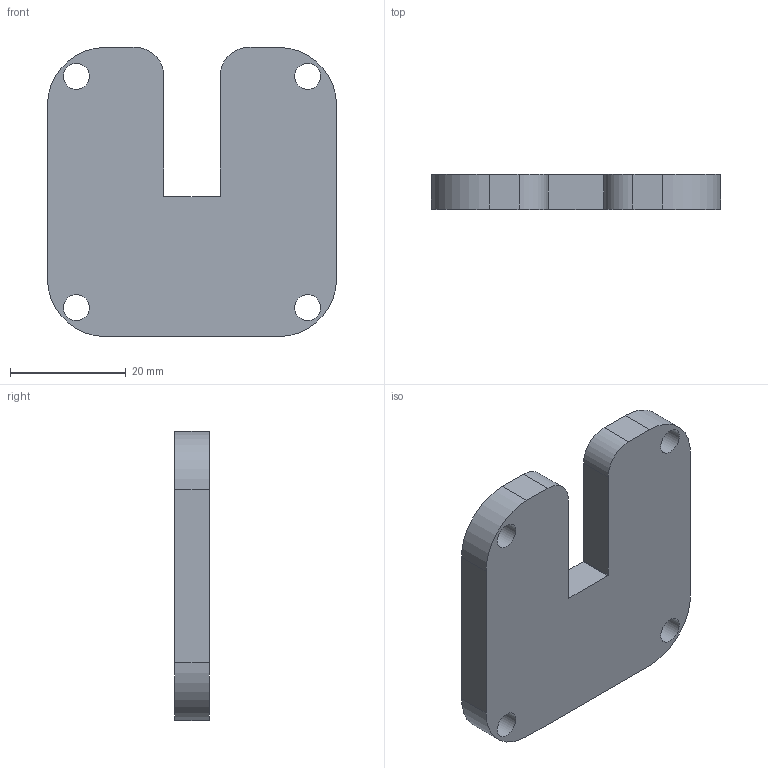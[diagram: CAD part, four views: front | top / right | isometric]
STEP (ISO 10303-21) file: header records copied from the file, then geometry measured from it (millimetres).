
FILE_DESCRIPTION(/* description */ (''),/* implementation_level */ '2;1');
FILE_NAME(/* name */ 'MCR2_1008_11_Traffic_Light_Base_1.stp',/* time_stamp */ '2022-04-05T12:00:18+01:00',/* author */ ('Mario Martinez'),/* organization */ (''),/* preprocessor_version */ 'ST-DEVELOPER v17.2',/* originating_system */ 'Autodesk Inventor 2019',/* authorisation */ '');
FILE_SCHEMA (('AUTOMOTIVE_DESIGN { 1 0 10303 214 3 1 1 }'));
Length unit declared in the file: millimetre
Products named in the file (1): Traffic_Light_Top_Single
Bounding box: 50 x 6 x 50 mm (x, y, z)
Volume: 12535.9 mm3; surface area: 5898.5 mm2
Topology: 1 solids, 1 shells, 22 faces, 64 edges, 44 vertices
Faces by surface type: cylinder 12, plane 10
Full cylindrical faces by diameter (mm): 4.5 x4
Entity records: 814 total; most frequent: DIRECTION 138, CARTESIAN_POINT 131, ORIENTED_EDGE 128, EDGE_CURVE 64, AXIS2_PLACEMENT_3D 51, VERTEX_POINT 44, LINE 36, VECTOR 36
